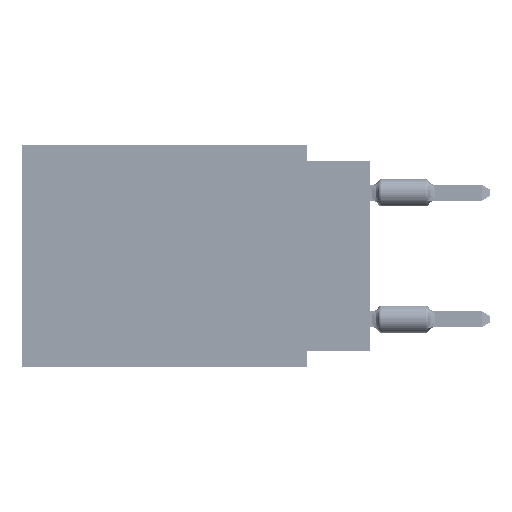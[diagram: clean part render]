
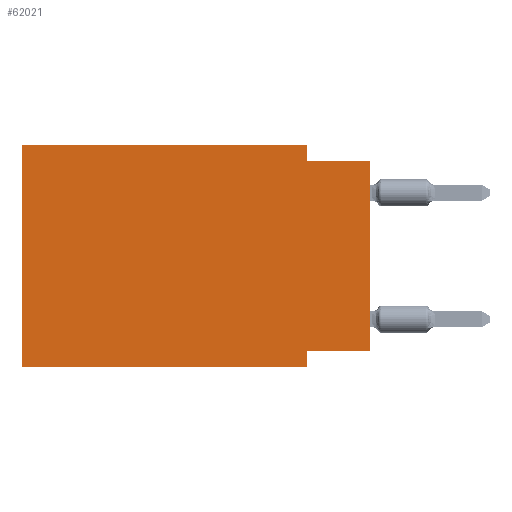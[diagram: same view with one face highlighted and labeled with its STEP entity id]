
A CAD part, left-side view. The second image highlights one B-rep face of the part: STEP entity #62021.
In plain terms, the highlighted planar face has unit normal (-1, 0, 0).
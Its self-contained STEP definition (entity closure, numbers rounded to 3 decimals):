
#631 = FACE_OUTER_BOUND ( 'NONE', #39581, .T. ) ;
#2099 = CARTESIAN_POINT ( 'NONE',  ( 0., 0., 0. ) ) ;
#2615 = VERTEX_POINT ( 'NONE', #75529 ) ;
#3566 = CARTESIAN_POINT ( 'NONE',  ( 0., 13.97, 0. ) ) ;
#7628 = PLANE ( 'NONE',  #77964 ) ;
#8212 = EDGE_CURVE ( 'NONE', #25464, #47403, #94062, .T. ) ;
#8992 = VECTOR ( 'NONE', #31235, 1000. ) ;
#9116 = CARTESIAN_POINT ( 'NONE',  ( 0., 13.97, -8.89 ) ) ;
#10565 = DIRECTION ( 'NONE',  ( 0., 0., 1. ) ) ;
#10636 = DIRECTION ( 'NONE',  ( 0., -1., 0. ) ) ;
#12302 = CARTESIAN_POINT ( 'NONE',  ( 0., 2.54, -8.89 ) ) ;
#12772 = CARTESIAN_POINT ( 'NONE',  ( 0., 2.54, -0.635 ) ) ;
#18117 = CARTESIAN_POINT ( 'NONE',  ( 0., 13.97, -8.89 ) ) ;
#19837 = EDGE_CURVE ( 'NONE', #50789, #47403, #92873, .T. ) ;
#21017 = DIRECTION ( 'NONE',  ( 0., 0., 1. ) ) ;
#24873 = ORIENTED_EDGE ( 'NONE', *, *, #95131, .F. ) ;
#25426 = EDGE_CURVE ( 'NONE', #57198, #2615, #86307, .T. ) ;
#25464 = VERTEX_POINT ( 'NONE', #27961 ) ;
#27961 = CARTESIAN_POINT ( 'NONE',  ( 0., 2.54, -8.255 ) ) ;
#28898 = ORIENTED_EDGE ( 'NONE', *, *, #35865, .F. ) ;
#29486 = CARTESIAN_POINT ( 'NONE',  ( 0., 13.97, 0. ) ) ;
#31235 = DIRECTION ( 'NONE',  ( 0., -1., 0. ) ) ;
#34199 = DIRECTION ( 'NONE',  ( 0., 0., -1. ) ) ;
#35865 = EDGE_CURVE ( 'NONE', #95385, #96018, #93358, .T. ) ;
#36760 = VECTOR ( 'NONE', #95057, 1000. ) ;
#38695 = CARTESIAN_POINT ( 'NONE',  ( 0., 0., -0.635 ) ) ;
#38807 = EDGE_CURVE ( 'NONE', #96018, #44224, #56615, .T. ) ;
#39581 = EDGE_LOOP ( 'NONE', ( #73138, #54880, #92943, #28898, #95133, #94607, #68400, #24873 ) ) ;
#42508 = CARTESIAN_POINT ( 'NONE',  ( 0., 0., -8.255 ) ) ;
#43451 = VECTOR ( 'NONE', #10565, 1000. ) ;
#44224 = VERTEX_POINT ( 'NONE', #12772 ) ;
#45007 = CARTESIAN_POINT ( 'NONE',  ( 0., 13.97, 0. ) ) ;
#46639 = VECTOR ( 'NONE', #21017, 1000. ) ;
#47403 = VERTEX_POINT ( 'NONE', #64066 ) ;
#48498 = DIRECTION ( 'NONE',  ( 0., -1., 0. ) ) ;
#49632 = CARTESIAN_POINT ( 'NONE',  ( 0., 2.54, 0. ) ) ;
#50789 = VERTEX_POINT ( 'NONE', #9116 ) ;
#52303 = EDGE_CURVE ( 'NONE', #50789, #95385, #58883, .T. ) ;
#53647 = LINE ( 'NONE', #38695, #8992 ) ;
#53933 = DIRECTION ( 'NONE',  ( 1., 0., 0. ) ) ;
#54880 = ORIENTED_EDGE ( 'NONE', *, *, #92559, .F. ) ;
#56615 = LINE ( 'NONE', #49632, #79574 ) ;
#57198 = VERTEX_POINT ( 'NONE', #42508 ) ;
#57602 = CARTESIAN_POINT ( 'NONE',  ( 0., 2.54, 0. ) ) ;
#58883 = LINE ( 'NONE', #29486, #46639 ) ;
#62021 = ADVANCED_FACE ( 'NONE', ( #631 ), #7628, .F. ) ;
#62363 = CARTESIAN_POINT ( 'NONE',  ( 0., 0., -8.255 ) ) ;
#64066 = CARTESIAN_POINT ( 'NONE',  ( 0., 2.54, -8.89 ) ) ;
#68006 = VECTOR ( 'NONE', #10636, 1000. ) ;
#68400 = ORIENTED_EDGE ( 'NONE', *, *, #8212, .F. ) ;
#68406 = DIRECTION ( 'NONE',  ( 0., 0., -1. ) ) ;
#70348 = LINE ( 'NONE', #62363, #74803 ) ;
#73138 = ORIENTED_EDGE ( 'NONE', *, *, #25426, .T. ) ;
#74803 = VECTOR ( 'NONE', #93783, 1000. ) ;
#75529 = CARTESIAN_POINT ( 'NONE',  ( 0., 0., -0.635 ) ) ;
#77409 = CARTESIAN_POINT ( 'NONE',  ( 0., 13.97, 0. ) ) ;
#77964 = AXIS2_PLACEMENT_3D ( 'NONE', #45007, #53933, #68406 ) ;
#79574 = VECTOR ( 'NONE', #34199, 1000. ) ;
#80987 = VECTOR ( 'NONE', #48498, 1000. ) ;
#86307 = LINE ( 'NONE', #2099, #43451 ) ;
#92559 = EDGE_CURVE ( 'NONE', #44224, #2615, #53647, .T. ) ;
#92873 = LINE ( 'NONE', #18117, #80987 ) ;
#92943 = ORIENTED_EDGE ( 'NONE', *, *, #38807, .F. ) ;
#93358 = LINE ( 'NONE', #77409, #68006 ) ;
#93783 = DIRECTION ( 'NONE',  ( 0., 1., 0. ) ) ;
#94062 = LINE ( 'NONE', #12302, #36760 ) ;
#94607 = ORIENTED_EDGE ( 'NONE', *, *, #19837, .T. ) ;
#95057 = DIRECTION ( 'NONE',  ( 0., 0., -1. ) ) ;
#95131 = EDGE_CURVE ( 'NONE', #57198, #25464, #70348, .T. ) ;
#95133 = ORIENTED_EDGE ( 'NONE', *, *, #52303, .F. ) ;
#95385 = VERTEX_POINT ( 'NONE', #3566 ) ;
#96018 = VERTEX_POINT ( 'NONE', #57602 ) ;
